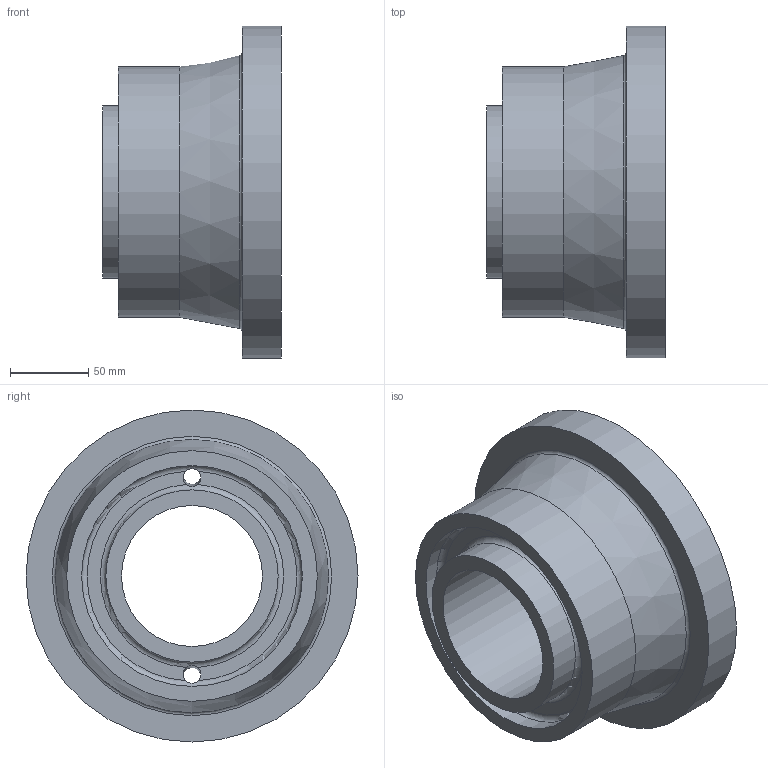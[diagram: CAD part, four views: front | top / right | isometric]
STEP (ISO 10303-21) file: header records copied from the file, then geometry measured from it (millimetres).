
FILE_DESCRIPTION( ( 'STEP AP214' ), '1' );
FILE_NAME( 'AGRU_70194161271_Poly-Flo Stub Flange_Flow-Through_PE 100-RC black_160_110 SDR17_11 (architecture400).stp', '2022-01-21T12:24:16', ( 'License CC BY-ND 4.0' ), ( 'CADENAS' ), ' ', 'PARTsolutions', ' ' );
FILE_SCHEMA( ( 'AUTOMOTIVE_DESIGN { 1 0 10303 214 1 1 1 1 }' ) );
Length unit declared in the file: millimetre
Products named in the file (1): _AGRU_70194161271_Poly-Flo Stub Flange_Flow-Through_PE 100-RC black_160/110  SDR17/11 (architecture400)
Bounding box: 114 x 212 x 212 mm (x, y, z)
Volume: 1822469.8 mm3; surface area: 162208.7 mm2
Topology: 1 solids, 1 shells, 17 faces, 40 edges, 25 vertices
Faces by surface type: cylinder 7, plane 6, torus 3, cone 1
Full cylindrical faces by diameter (mm): 11.498 x2, 90 x1, 110 x1, 141 x1, 160 x1, 212 x1
Entity records: 654 total; most frequent: CARTESIAN_POINT 150, DIRECTION 80, ORIENTED_EDGE 52, AXIS2_PLACEMENT_3D 40, EDGE_LOOP 34, FACE_OUTER_BOUND 27, EDGE_CURVE 26, VERTEX_POINT 22
